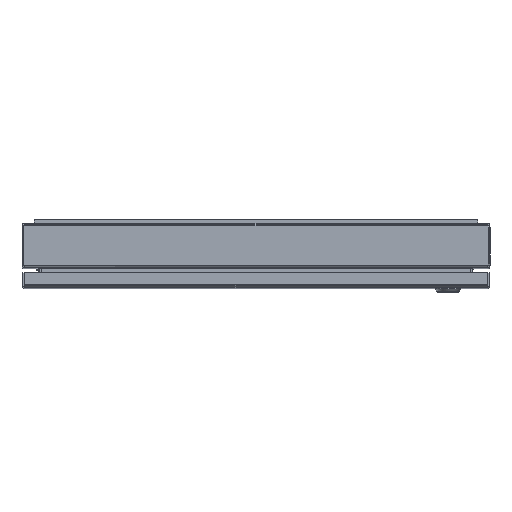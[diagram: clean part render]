
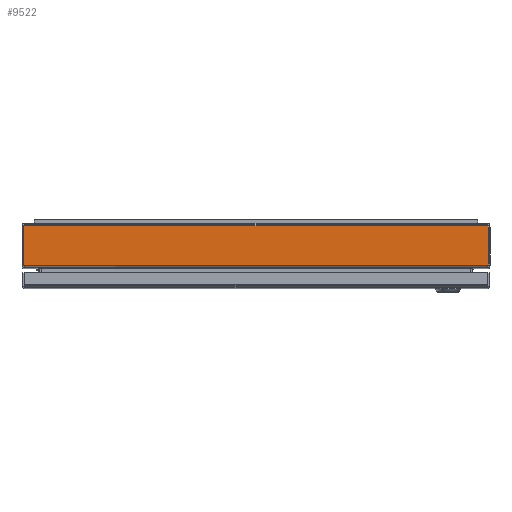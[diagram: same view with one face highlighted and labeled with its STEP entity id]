
A CAD part, top view. The second image highlights one B-rep face of the part: STEP entity #9522.
In plain terms, the highlighted planar face has unit normal (0, 0, 1).
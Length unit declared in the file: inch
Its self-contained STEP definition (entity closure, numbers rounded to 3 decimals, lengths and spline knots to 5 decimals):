
#16 = CARTESIAN_POINT ( 'NONE',  ( -9.998, 0.846, 0. ) ) ;
#370 = EDGE_LOOP ( 'NONE', ( #11596, #5859, #17262, #8864, #21328, #12928, #23614, #20505 ) ) ;
#962 = CARTESIAN_POINT ( 'NONE',  ( 9.92641, -0.97259, 0. ) ) ;
#994 = EDGE_CURVE ( 'NONE', #26595, #15726, #4685, .T. ) ;
#1403 = EDGE_CURVE ( 'NONE', #4111, #5038, #16613, .T. ) ;
#1766 = EDGE_CURVE ( 'NONE', #21529, #5038, #9317, .T. ) ;
#1794 = PLANE ( 'NONE',  #2338 ) ;
#2228 = VECTOR ( 'NONE', #8905, 39.37008 ) ;
#2278 = VERTEX_POINT ( 'NONE', #17062 ) ;
#2338 = AXIS2_PLACEMENT_3D ( 'NONE', #10119, #18440, #16418 ) ;
#2920 = DIRECTION ( 'NONE',  ( -0.686, 0.727, 0. ) ) ;
#3446 = CARTESIAN_POINT ( 'NONE',  ( -9.998, -0.79163, 0. ) ) ;
#3751 = VERTEX_POINT ( 'NONE', #6570 ) ;
#4111 = VERTEX_POINT ( 'NONE', #5816 ) ;
#4126 = DIRECTION ( 'NONE',  ( -1., 0., 0. ) ) ;
#4152 = CARTESIAN_POINT ( 'NONE',  ( -9.94672, 0.846, 0. ) ) ;
#4275 = VECTOR ( 'NONE', #4126, 39.37008 ) ;
#4444 = CARTESIAN_POINT ( 'NONE',  ( -9.998, -0.846, 0. ) ) ;
#4685 = LINE ( 'NONE', #16, #4275 ) ;
#4726 = LINE ( 'NONE', #4444, #12432 ) ;
#5038 = VERTEX_POINT ( 'NONE', #20282 ) ;
#5078 = CARTESIAN_POINT ( 'NONE',  ( 9.94672, 0.846, 0. ) ) ;
#5098 = CARTESIAN_POINT ( 'NONE',  ( 9.998, 0.79163, 0. ) ) ;
#5816 = CARTESIAN_POINT ( 'NONE',  ( -9.998, 0.79163, 0. ) ) ;
#5859 = ORIENTED_EDGE ( 'NONE', *, *, #20305, .T. ) ;
#6570 = CARTESIAN_POINT ( 'NONE',  ( 9.998, 0.79163, 0. ) ) ;
#6739 = EDGE_CURVE ( 'NONE', #14404, #3751, #9077, .T. ) ;
#6872 = LINE ( 'NONE', #962, #24410 ) ;
#6980 = VECTOR ( 'NONE', #2920, 39.37008 ) ;
#7017 = DIRECTION ( 'NONE',  ( 1., 0., 0. ) ) ;
#8864 = ORIENTED_EDGE ( 'NONE', *, *, #21855, .T. ) ;
#8871 = CARTESIAN_POINT ( 'NONE',  ( 9.998, -0.79163, 0. ) ) ;
#8905 = DIRECTION ( 'NONE',  ( -0.686, -0.727, 0. ) ) ;
#9070 = CARTESIAN_POINT ( 'NONE',  ( -9.97649, -0.846, 0. ) ) ;
#9077 = LINE ( 'NONE', #13313, #25425 ) ;
#9317 = LINE ( 'NONE', #3446, #16876 ) ;
#9522 = ADVANCED_FACE ( 'NONE', ( #10258 ), #1794, .T. ) ;
#10058 = CARTESIAN_POINT ( 'NONE',  ( -9.998, -0.882, 0. ) ) ;
#10119 = CARTESIAN_POINT ( 'NONE',  ( -9.998, -0.882, 0. ) ) ;
#10258 = FACE_OUTER_BOUND ( 'NONE', #370, .T. ) ;
#10830 = CARTESIAN_POINT ( 'NONE',  ( -9.94672, 0.846, 0. ) ) ;
#11596 = ORIENTED_EDGE ( 'NONE', *, *, #6739, .T. ) ;
#12432 = VECTOR ( 'NONE', #7017, 39.37008 ) ;
#12928 = ORIENTED_EDGE ( 'NONE', *, *, #1766, .F. ) ;
#13007 = EDGE_CURVE ( 'NONE', #21529, #2278, #4726, .T. ) ;
#13313 = CARTESIAN_POINT ( 'NONE',  ( 9.998, -0.882, 0. ) ) ;
#14404 = VERTEX_POINT ( 'NONE', #8871 ) ;
#14570 = DIRECTION ( 'NONE',  ( 0., -1., 0. ) ) ;
#14928 = DIRECTION ( 'NONE',  ( -0.368, -0.93, 0. ) ) ;
#15726 = VERTEX_POINT ( 'NONE', #4152 ) ;
#16418 = DIRECTION ( 'NONE',  ( 1., 0., 0. ) ) ;
#16613 = LINE ( 'NONE', #10058, #24263 ) ;
#16876 = VECTOR ( 'NONE', #26080, 39.37008 ) ;
#17062 = CARTESIAN_POINT ( 'NONE',  ( 9.97649, -0.846, 0. ) ) ;
#17262 = ORIENTED_EDGE ( 'NONE', *, *, #994, .T. ) ;
#18440 = DIRECTION ( 'NONE',  ( 0., 0., 1. ) ) ;
#19165 = LINE ( 'NONE', #5098, #6980 ) ;
#20282 = CARTESIAN_POINT ( 'NONE',  ( -9.998, -0.79163, 0. ) ) ;
#20305 = EDGE_CURVE ( 'NONE', #3751, #26595, #19165, .T. ) ;
#20505 = ORIENTED_EDGE ( 'NONE', *, *, #23264, .F. ) ;
#21328 = ORIENTED_EDGE ( 'NONE', *, *, #1403, .T. ) ;
#21529 = VERTEX_POINT ( 'NONE', #9070 ) ;
#21628 = DIRECTION ( 'NONE',  ( 0., 1., 0. ) ) ;
#21855 = EDGE_CURVE ( 'NONE', #15726, #4111, #24732, .T. ) ;
#23264 = EDGE_CURVE ( 'NONE', #14404, #2278, #6872, .T. ) ;
#23614 = ORIENTED_EDGE ( 'NONE', *, *, #13007, .T. ) ;
#24263 = VECTOR ( 'NONE', #14570, 39.37008 ) ;
#24410 = VECTOR ( 'NONE', #14928, 39.37008 ) ;
#24732 = LINE ( 'NONE', #10830, #2228 ) ;
#25425 = VECTOR ( 'NONE', #21628, 39.37008 ) ;
#26080 = DIRECTION ( 'NONE',  ( -0.368, 0.93, 0. ) ) ;
#26595 = VERTEX_POINT ( 'NONE', #5078 ) ;
